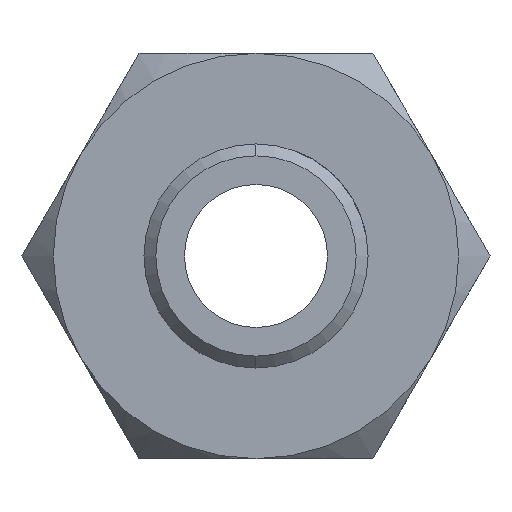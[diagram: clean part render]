
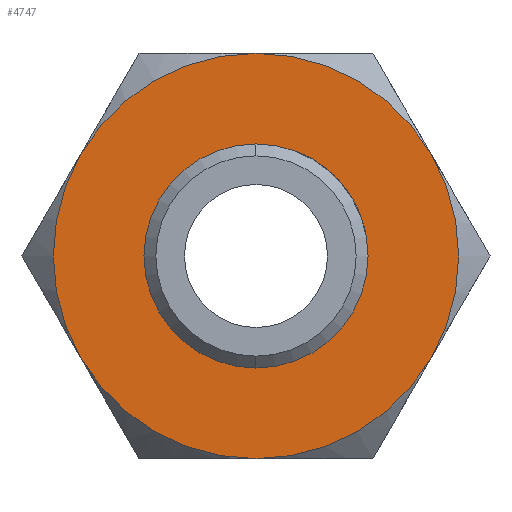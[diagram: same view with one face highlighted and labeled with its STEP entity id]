
A CAD part, left-side view. The second image highlights one B-rep face of the part: STEP entity #4747.
In plain terms, the highlighted planar face has unit normal (-1, 0, 0).
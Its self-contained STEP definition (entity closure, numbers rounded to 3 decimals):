
#65 = CIRCLE ( 'NONE', #3109, 8.5 ) ;
#214 = CARTESIAN_POINT ( 'NONE',  ( 11., 7.361, 4.25 ) ) ;
#236 = AXIS2_PLACEMENT_3D ( 'NONE', #4098, #4981, #2901 ) ;
#504 = CARTESIAN_POINT ( 'NONE',  ( 11., 0., 0. ) ) ;
#557 = CARTESIAN_POINT ( 'NONE',  ( 11., 0., 0. ) ) ;
#660 = AXIS2_PLACEMENT_3D ( 'NONE', #504, #3826, #2740 ) ;
#729 = ORIENTED_EDGE ( 'NONE', *, *, #4448, .F. ) ;
#863 = EDGE_CURVE ( 'NONE', #4791, #3485, #2317, .T. ) ;
#934 = CARTESIAN_POINT ( 'NONE',  ( 11., 0., 0. ) ) ;
#990 = DIRECTION ( 'NONE',  ( 1., 0., 0. ) ) ;
#1003 = ORIENTED_EDGE ( 'NONE', *, *, #2403, .F. ) ;
#1005 = VERTEX_POINT ( 'NONE', #5158 ) ;
#1028 = DIRECTION ( 'NONE',  ( -1., 0., 0. ) ) ;
#1128 = CARTESIAN_POINT ( 'NONE',  ( 11., 0., 0. ) ) ;
#1144 = VERTEX_POINT ( 'NONE', #2887 ) ;
#1156 = FACE_BOUND ( 'NONE', #3002, .T. ) ;
#1248 = VERTEX_POINT ( 'NONE', #3394 ) ;
#1296 = EDGE_CURVE ( 'NONE', #2596, #5280, #3092, .T. ) ;
#1365 = CIRCLE ( 'NONE', #4592, 4.7 ) ;
#1448 = CARTESIAN_POINT ( 'NONE',  ( 11., 0., 4.7 ) ) ;
#1503 = DIRECTION ( 'NONE',  ( -1., 0., 0. ) ) ;
#1800 = AXIS2_PLACEMENT_3D ( 'NONE', #934, #3849, #3928 ) ;
#1850 = VERTEX_POINT ( 'NONE', #1448 ) ;
#1908 = EDGE_CURVE ( 'NONE', #1850, #1248, #2058, .T. ) ;
#1931 = DIRECTION ( 'NONE',  ( 0., 0., 1. ) ) ;
#1967 = DIRECTION ( 'NONE',  ( 0., 0., 1. ) ) ;
#2058 = CIRCLE ( 'NONE', #2418, 4.7 ) ;
#2317 = CIRCLE ( 'NONE', #3444, 8.5 ) ;
#2318 = ORIENTED_EDGE ( 'NONE', *, *, #863, .F. ) ;
#2403 = EDGE_CURVE ( 'NONE', #1005, #1144, #5011, .T. ) ;
#2418 = AXIS2_PLACEMENT_3D ( 'NONE', #5298, #1503, #1967 ) ;
#2529 = ORIENTED_EDGE ( 'NONE', *, *, #1908, .F. ) ;
#2596 = VERTEX_POINT ( 'NONE', #5311 ) ;
#2732 = ORIENTED_EDGE ( 'NONE', *, *, #5259, .F. ) ;
#2740 = DIRECTION ( 'NONE',  ( 0., 0., 1. ) ) ;
#2887 = CARTESIAN_POINT ( 'NONE',  ( 11., 7.361, -4.25 ) ) ;
#2901 = DIRECTION ( 'NONE',  ( 0., 0., -1. ) ) ;
#3002 = EDGE_LOOP ( 'NONE', ( #2529, #2732 ) ) ;
#3092 = CIRCLE ( 'NONE', #660, 8.5 ) ;
#3106 = EDGE_CURVE ( 'NONE', #2596, #4791, #4412, .T. ) ;
#3109 = AXIS2_PLACEMENT_3D ( 'NONE', #3623, #5281, #4874 ) ;
#3321 = ORIENTED_EDGE ( 'NONE', *, *, #3106, .F. ) ;
#3394 = CARTESIAN_POINT ( 'NONE',  ( 11., 0., -4.7 ) ) ;
#3444 = AXIS2_PLACEMENT_3D ( 'NONE', #557, #5075, #4291 ) ;
#3485 = VERTEX_POINT ( 'NONE', #4647 ) ;
#3613 = DIRECTION ( 'NONE',  ( 0., 0., -1. ) ) ;
#3623 = CARTESIAN_POINT ( 'NONE',  ( 11., 0., 0. ) ) ;
#3811 = DIRECTION ( 'NONE',  ( 0., 0., -1. ) ) ;
#3826 = DIRECTION ( 'NONE',  ( -1., 0., 0. ) ) ;
#3849 = DIRECTION ( 'NONE',  ( 1., 0., 0. ) ) ;
#3884 = CARTESIAN_POINT ( 'NONE',  ( 11., 0., 0. ) ) ;
#3928 = DIRECTION ( 'NONE',  ( 0., 0., -1. ) ) ;
#3942 = CARTESIAN_POINT ( 'NONE',  ( 11., 0., 0. ) ) ;
#4098 = CARTESIAN_POINT ( 'NONE',  ( 11., 0., 0. ) ) ;
#4291 = DIRECTION ( 'NONE',  ( 0., 0., -1. ) ) ;
#4400 = CARTESIAN_POINT ( 'NONE',  ( 11., -7.361, 4.25 ) ) ;
#4412 = CIRCLE ( 'NONE', #236, 8.5 ) ;
#4431 = FACE_OUTER_BOUND ( 'NONE', #4761, .T. ) ;
#4448 = EDGE_CURVE ( 'NONE', #3485, #1005, #65, .T. ) ;
#4487 = PLANE ( 'NONE',  #5103 ) ;
#4546 = ORIENTED_EDGE ( 'NONE', *, *, #4991, .F. ) ;
#4592 = AXIS2_PLACEMENT_3D ( 'NONE', #3942, #1028, #1931 ) ;
#4647 = CARTESIAN_POINT ( 'NONE',  ( 11., -7.361, -4.25 ) ) ;
#4747 = ADVANCED_FACE ( 'NONE', ( #1156, #4431 ), #4487, .F. ) ;
#4761 = EDGE_LOOP ( 'NONE', ( #1003, #729, #2318, #3321, #5171, #4546 ) ) ;
#4791 = VERTEX_POINT ( 'NONE', #4400 ) ;
#4808 = DIRECTION ( 'NONE',  ( 1., 0., 0. ) ) ;
#4854 = CIRCLE ( 'NONE', #1800, 8.5 ) ;
#4874 = DIRECTION ( 'NONE',  ( 0., 0., -1. ) ) ;
#4981 = DIRECTION ( 'NONE',  ( 1., 0., 0. ) ) ;
#4991 = EDGE_CURVE ( 'NONE', #1144, #5280, #4854, .T. ) ;
#5006 = AXIS2_PLACEMENT_3D ( 'NONE', #3884, #990, #3811 ) ;
#5011 = CIRCLE ( 'NONE', #5006, 8.5 ) ;
#5075 = DIRECTION ( 'NONE',  ( 1., 0., 0. ) ) ;
#5103 = AXIS2_PLACEMENT_3D ( 'NONE', #1128, #4808, #3613 ) ;
#5158 = CARTESIAN_POINT ( 'NONE',  ( 11., 0., -8.5 ) ) ;
#5171 = ORIENTED_EDGE ( 'NONE', *, *, #1296, .T. ) ;
#5259 = EDGE_CURVE ( 'NONE', #1248, #1850, #1365, .T. ) ;
#5280 = VERTEX_POINT ( 'NONE', #214 ) ;
#5281 = DIRECTION ( 'NONE',  ( 1., 0., 0. ) ) ;
#5298 = CARTESIAN_POINT ( 'NONE',  ( 11., 0., 0. ) ) ;
#5311 = CARTESIAN_POINT ( 'NONE',  ( 11., 0., 8.5 ) ) ;
